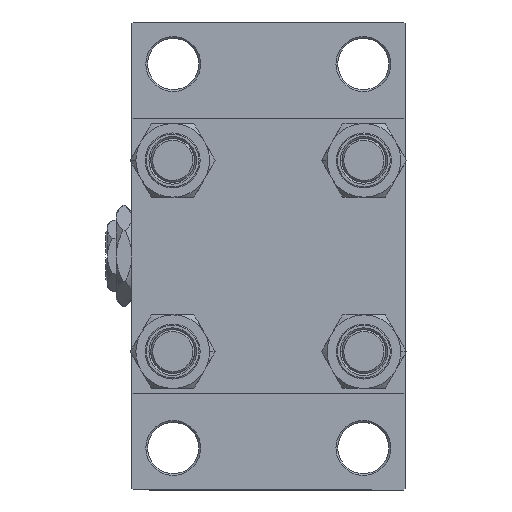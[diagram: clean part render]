
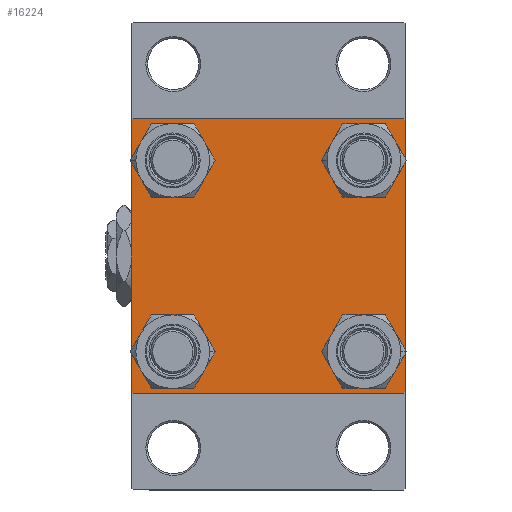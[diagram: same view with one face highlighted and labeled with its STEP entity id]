
A CAD part, left-side view. The second image highlights one B-rep face of the part: STEP entity #16224.
In plain terms, the highlighted planar face has unit normal (-1, 0, 0).
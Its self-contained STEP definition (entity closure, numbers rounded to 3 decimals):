
#239 = CARTESIAN_POINT ( 'NONE',  ( 0., 26.15, -19.65 ) ) ;
#1344 = ORIENTED_EDGE ( 'NONE', *, *, #11989, .T. ) ;
#1710 = DIRECTION ( 'NONE',  ( 1., 0., 0. ) ) ;
#2028 = CIRCLE ( 'NONE', #39412, 6.5 ) ;
#2110 = EDGE_CURVE ( 'NONE', #8304, #18761, #38477, .T. ) ;
#2115 = CIRCLE ( 'NONE', #28350, 6.5 ) ;
#2237 = VERTEX_POINT ( 'NONE', #7679 ) ;
#2611 = CARTESIAN_POINT ( 'NONE',  ( 0., 37., -37.5 ) ) ;
#2811 = VERTEX_POINT ( 'NONE', #34629 ) ;
#3458 = VERTEX_POINT ( 'NONE', #41705 ) ;
#3642 = ORIENTED_EDGE ( 'NONE', *, *, #48169, .T. ) ;
#3709 = DIRECTION ( 'NONE',  ( 0., -0.707, -0.707 ) ) ;
#4558 = EDGE_LOOP ( 'NONE', ( #25439, #20738 ) ) ;
#4599 = CARTESIAN_POINT ( 'NONE',  ( 0., -37.25, 37.25 ) ) ;
#4804 = CARTESIAN_POINT ( 'NONE',  ( 0., -37.5, 37.5 ) ) ;
#5052 = LINE ( 'NONE', #8563, #30759 ) ;
#5434 = VERTEX_POINT ( 'NONE', #32288 ) ;
#5449 = ORIENTED_EDGE ( 'NONE', *, *, #47782, .T. ) ;
#6141 = LINE ( 'NONE', #9635, #36932 ) ;
#6325 = EDGE_CURVE ( 'NONE', #18761, #8304, #2028, .T. ) ;
#6786 = ORIENTED_EDGE ( 'NONE', *, *, #8577, .T. ) ;
#7143 = FACE_BOUND ( 'NONE', #27532, .T. ) ;
#7383 = EDGE_CURVE ( 'NONE', #5434, #37845, #33066, .T. ) ;
#7472 = DIRECTION ( 'NONE',  ( 0., 0., 1. ) ) ;
#7679 = CARTESIAN_POINT ( 'NONE',  ( 0., 37.5, -37. ) ) ;
#7900 = CARTESIAN_POINT ( 'NONE',  ( 0., -37.5, 37. ) ) ;
#7902 = CARTESIAN_POINT ( 'NONE',  ( 0., -26.15, -19.65 ) ) ;
#8304 = VERTEX_POINT ( 'NONE', #40455 ) ;
#8563 = CARTESIAN_POINT ( 'NONE',  ( 0., 37.5, 37.5 ) ) ;
#8577 = EDGE_CURVE ( 'NONE', #44299, #10363, #22773, .T. ) ;
#9038 = VECTOR ( 'NONE', #3709, 1000. ) ;
#9262 = VERTEX_POINT ( 'NONE', #2611 ) ;
#9635 = CARTESIAN_POINT ( 'NONE',  ( 0., 37.5, 37.5 ) ) ;
#9737 = CARTESIAN_POINT ( 'NONE',  ( 0., 26.15, 32.65 ) ) ;
#10363 = VERTEX_POINT ( 'NONE', #7902 ) ;
#11844 = CARTESIAN_POINT ( 'NONE',  ( 0., 0., 0. ) ) ;
#11852 = VERTEX_POINT ( 'NONE', #22494 ) ;
#11989 = EDGE_CURVE ( 'NONE', #46418, #2237, #5052, .T. ) ;
#12272 = DIRECTION ( 'NONE',  ( 0., 0., -1. ) ) ;
#14464 = CARTESIAN_POINT ( 'NONE',  ( 0., -26.15, 26.15 ) ) ;
#14508 = EDGE_CURVE ( 'NONE', #37845, #5434, #20466, .T. ) ;
#14553 = DIRECTION ( 'NONE',  ( 0., 0., 1. ) ) ;
#14627 = CIRCLE ( 'NONE', #48866, 6.5 ) ;
#15268 = LINE ( 'NONE', #22238, #46460 ) ;
#15297 = CARTESIAN_POINT ( 'NONE',  ( 0., -26.15, 26.15 ) ) ;
#15501 = DIRECTION ( 'NONE',  ( 1., 0., 0. ) ) ;
#15522 = VECTOR ( 'NONE', #45757, 1000. ) ;
#15677 = DIRECTION ( 'NONE',  ( 1., 0., 0. ) ) ;
#15951 = CARTESIAN_POINT ( 'NONE',  ( 0., -26.15, -26.15 ) ) ;
#16224 = ADVANCED_FACE ( 'NONE', ( #34029, #26789, #7143, #19552, #18825 ), #45026, .T. ) ;
#16227 = CARTESIAN_POINT ( 'NONE',  ( 0., 37.25, 37.25 ) ) ;
#16900 = CARTESIAN_POINT ( 'NONE',  ( 0., 26.15, 19.65 ) ) ;
#16950 = DIRECTION ( 'NONE',  ( 0., 0.707, -0.707 ) ) ;
#17816 = DIRECTION ( 'NONE',  ( 0., -1., 0. ) ) ;
#18564 = EDGE_CURVE ( 'NONE', #42367, #27159, #20272, .T. ) ;
#18627 = CARTESIAN_POINT ( 'NONE',  ( 0., 26.15, 26.15 ) ) ;
#18761 = VERTEX_POINT ( 'NONE', #239 ) ;
#18825 = FACE_OUTER_BOUND ( 'NONE', #41018, .T. ) ;
#19552 = FACE_BOUND ( 'NONE', #30234, .T. ) ;
#19749 = DIRECTION ( 'NONE',  ( 0., 0., 1. ) ) ;
#19785 = DIRECTION ( 'NONE',  ( 0., 0.707, 0.707 ) ) ;
#19987 = DIRECTION ( 'NONE',  ( 0., 0., -1. ) ) ;
#20272 = LINE ( 'NONE', #4599, #28578 ) ;
#20466 = CIRCLE ( 'NONE', #23667, 6.5 ) ;
#20738 = ORIENTED_EDGE ( 'NONE', *, *, #14508, .T. ) ;
#21409 = VECTOR ( 'NONE', #16950, 1000. ) ;
#21660 = ORIENTED_EDGE ( 'NONE', *, *, #2110, .T. ) ;
#22238 = CARTESIAN_POINT ( 'NONE',  ( 0., 37.5, -37.5 ) ) ;
#22406 = CARTESIAN_POINT ( 'NONE',  ( 0., -37., 37.5 ) ) ;
#22494 = CARTESIAN_POINT ( 'NONE',  ( 0., -37.5, -37. ) ) ;
#22533 = EDGE_LOOP ( 'NONE', ( #23535, #6786 ) ) ;
#22755 = DIRECTION ( 'NONE',  ( 1., 0., 0. ) ) ;
#22773 = CIRCLE ( 'NONE', #30724, 6.5 ) ;
#23045 = DIRECTION ( 'NONE',  ( -1., 0., 0. ) ) ;
#23275 = ORIENTED_EDGE ( 'NONE', *, *, #18564, .T. ) ;
#23535 = ORIENTED_EDGE ( 'NONE', *, *, #31639, .T. ) ;
#23667 = AXIS2_PLACEMENT_3D ( 'NONE', #14464, #25196, #48138 ) ;
#25196 = DIRECTION ( 'NONE',  ( 1., 0., 0. ) ) ;
#25439 = ORIENTED_EDGE ( 'NONE', *, *, #7383, .T. ) ;
#25983 = DIRECTION ( 'NONE',  ( 0., -1., 0. ) ) ;
#26283 = ORIENTED_EDGE ( 'NONE', *, *, #35257, .T. ) ;
#26441 = EDGE_CURVE ( 'NONE', #41324, #38402, #40771, .T. ) ;
#26582 = DIRECTION ( 'NONE',  ( 1., 0., 0. ) ) ;
#26789 = FACE_BOUND ( 'NONE', #22533, .T. ) ;
#27159 = VERTEX_POINT ( 'NONE', #22406 ) ;
#27210 = ORIENTED_EDGE ( 'NONE', *, *, #6325, .T. ) ;
#27508 = ORIENTED_EDGE ( 'NONE', *, *, #26441, .T. ) ;
#27532 = EDGE_LOOP ( 'NONE', ( #27210, #21660 ) ) ;
#27844 = ORIENTED_EDGE ( 'NONE', *, *, #44509, .T. ) ;
#28350 = AXIS2_PLACEMENT_3D ( 'NONE', #18627, #26582, #33340 ) ;
#28578 = VECTOR ( 'NONE', #19785, 1000. ) ;
#28699 = ORIENTED_EDGE ( 'NONE', *, *, #32582, .F. ) ;
#28963 = EDGE_CURVE ( 'NONE', #2811, #27159, #6141, .T. ) ;
#29613 = CARTESIAN_POINT ( 'NONE',  ( 0., 37.25, -37.25 ) ) ;
#29805 = DIRECTION ( 'NONE',  ( 1., 0., 0. ) ) ;
#30234 = EDGE_LOOP ( 'NONE', ( #27508, #38498 ) ) ;
#30699 = DIRECTION ( 'NONE',  ( 0., 0., 1. ) ) ;
#30724 = AXIS2_PLACEMENT_3D ( 'NONE', #39403, #15501, #30699 ) ;
#30759 = VECTOR ( 'NONE', #19987, 1000. ) ;
#31639 = EDGE_CURVE ( 'NONE', #10363, #44299, #14627, .T. ) ;
#32288 = CARTESIAN_POINT ( 'NONE',  ( 0., -26.15, 32.65 ) ) ;
#32582 = EDGE_CURVE ( 'NONE', #42367, #11852, #38194, .T. ) ;
#33066 = CIRCLE ( 'NONE', #49021, 6.5 ) ;
#33340 = DIRECTION ( 'NONE',  ( 0., 0., 1. ) ) ;
#34029 = FACE_BOUND ( 'NONE', #4558, .T. ) ;
#34273 = CARTESIAN_POINT ( 'NONE',  ( 0., -37.25, -37.25 ) ) ;
#34629 = CARTESIAN_POINT ( 'NONE',  ( 0., 37., 37.5 ) ) ;
#34758 = DIRECTION ( 'NONE',  ( 0., 0., 1. ) ) ;
#35257 = EDGE_CURVE ( 'NONE', #3458, #11852, #38753, .T. ) ;
#36825 = AXIS2_PLACEMENT_3D ( 'NONE', #49092, #15677, #7472 ) ;
#36932 = VECTOR ( 'NONE', #17816, 1000. ) ;
#37524 = CARTESIAN_POINT ( 'NONE',  ( 0., 26.15, -26.15 ) ) ;
#37836 = LINE ( 'NONE', #29613, #9038 ) ;
#37845 = VERTEX_POINT ( 'NONE', #43777 ) ;
#38194 = LINE ( 'NONE', #4804, #46509 ) ;
#38371 = DIRECTION ( 'NONE',  ( 1., 0., 0. ) ) ;
#38402 = VERTEX_POINT ( 'NONE', #16900 ) ;
#38465 = EDGE_CURVE ( 'NONE', #38402, #41324, #2115, .T. ) ;
#38477 = CIRCLE ( 'NONE', #44050, 6.5 ) ;
#38498 = ORIENTED_EDGE ( 'NONE', *, *, #38465, .T. ) ;
#38624 = DIRECTION ( 'NONE',  ( 0., 0., 1. ) ) ;
#38753 = LINE ( 'NONE', #34273, #15522 ) ;
#39403 = CARTESIAN_POINT ( 'NONE',  ( 0., -26.15, -26.15 ) ) ;
#39412 = AXIS2_PLACEMENT_3D ( 'NONE', #37524, #29805, #19749 ) ;
#40455 = CARTESIAN_POINT ( 'NONE',  ( 0., 26.15, -32.65 ) ) ;
#40681 = CARTESIAN_POINT ( 'NONE',  ( 0., -26.15, -32.65 ) ) ;
#40771 = CIRCLE ( 'NONE', #36825, 6.5 ) ;
#41018 = EDGE_LOOP ( 'NONE', ( #1344, #5449, #3642, #26283, #28699, #23275, #45653, #27844 ) ) ;
#41324 = VERTEX_POINT ( 'NONE', #9737 ) ;
#41705 = CARTESIAN_POINT ( 'NONE',  ( 0., -37., -37.5 ) ) ;
#42367 = VERTEX_POINT ( 'NONE', #7900 ) ;
#43777 = CARTESIAN_POINT ( 'NONE',  ( 0., -26.15, 19.65 ) ) ;
#44050 = AXIS2_PLACEMENT_3D ( 'NONE', #44336, #1710, #48072 ) ;
#44299 = VERTEX_POINT ( 'NONE', #40681 ) ;
#44336 = CARTESIAN_POINT ( 'NONE',  ( 0., 26.15, -26.15 ) ) ;
#44509 = EDGE_CURVE ( 'NONE', #2811, #46418, #47639, .T. ) ;
#45026 = PLANE ( 'NONE',  #49228 ) ;
#45653 = ORIENTED_EDGE ( 'NONE', *, *, #28963, .F. ) ;
#45757 = DIRECTION ( 'NONE',  ( 0., -0.707, 0.707 ) ) ;
#46123 = CARTESIAN_POINT ( 'NONE',  ( 0., 37.5, 37. ) ) ;
#46418 = VERTEX_POINT ( 'NONE', #46123 ) ;
#46460 = VECTOR ( 'NONE', #25983, 1000. ) ;
#46509 = VECTOR ( 'NONE', #12272, 1000. ) ;
#47639 = LINE ( 'NONE', #16227, #21409 ) ;
#47782 = EDGE_CURVE ( 'NONE', #2237, #9262, #37836, .T. ) ;
#48072 = DIRECTION ( 'NONE',  ( 0., 0., 1. ) ) ;
#48138 = DIRECTION ( 'NONE',  ( 0., 0., 1. ) ) ;
#48169 = EDGE_CURVE ( 'NONE', #9262, #3458, #15268, .T. ) ;
#48866 = AXIS2_PLACEMENT_3D ( 'NONE', #15951, #38371, #38624 ) ;
#49021 = AXIS2_PLACEMENT_3D ( 'NONE', #15297, #22755, #14553 ) ;
#49092 = CARTESIAN_POINT ( 'NONE',  ( 0., 26.15, 26.15 ) ) ;
#49228 = AXIS2_PLACEMENT_3D ( 'NONE', #11844, #23045, #34758 ) ;
